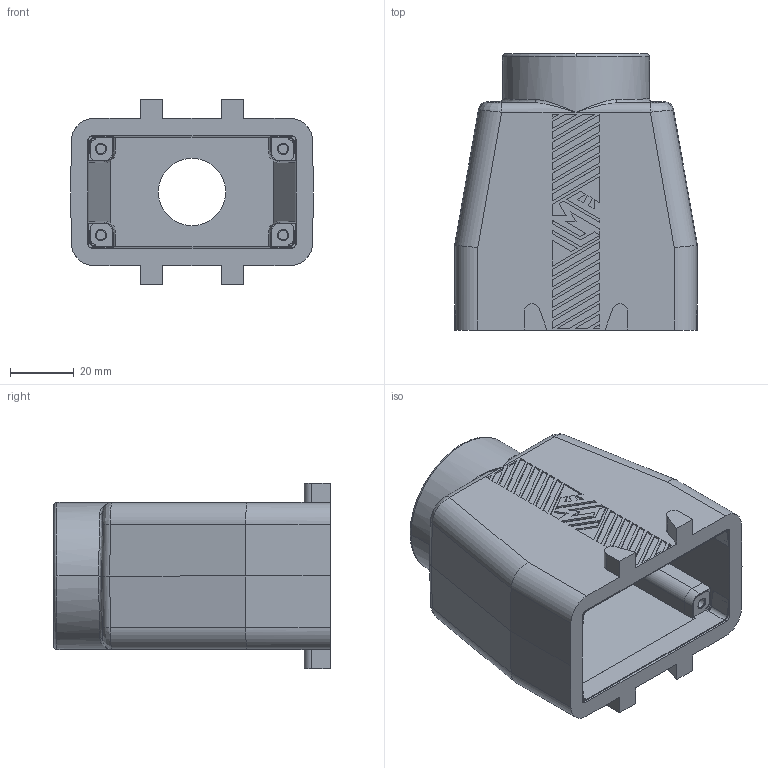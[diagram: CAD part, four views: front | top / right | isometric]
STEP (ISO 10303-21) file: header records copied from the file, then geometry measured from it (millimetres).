
FILE_DESCRIPTION(('Creo Elements/Direct Modeling STEP Export'),'2;1');
FILE_NAME('0ln7uvk53b857dr4816','2020-06-22T16:20:59',(''),(''),'Creo Elements/Direct Modeling STEP processor for AP214 (Solid Model)','Creo Elements/Direct Modeling 20.1B 02-Apr-2019 (C) Parametric Technology GmbH','');
FILE_SCHEMA(('AUTOMOTIVE_DESIGN { 1 0 10303 214 1 1 1 1 }'));
Length unit declared in the file: millimetre
Products named in the file (2): TMAV_10.25B
Assembly tree (1 placements, depth 2):
  TMAV_10.25B
    TMAV_10.25B
Bounding box: 76 x 86.49 x 58 mm (x, y, z)
Volume: 116346.3 mm3; surface area: 41367.4 mm2
Topology: 1 solids, 5 shells, 568 faces, 1560 edges, 1008 vertices
Faces by surface type: plane 404, cylinder 82, bspline 60, cone 12, torus 10
Entity records: 29667 total; most frequent: CARTESIAN_POINT 11748, ORIENTED_EDGE 3112, DIRECTION 2332, EDGE_CURVE 1556, VECTOR 1108, LINE 1108, VERTEX_POINT 1008, EDGE_LOOP 624
